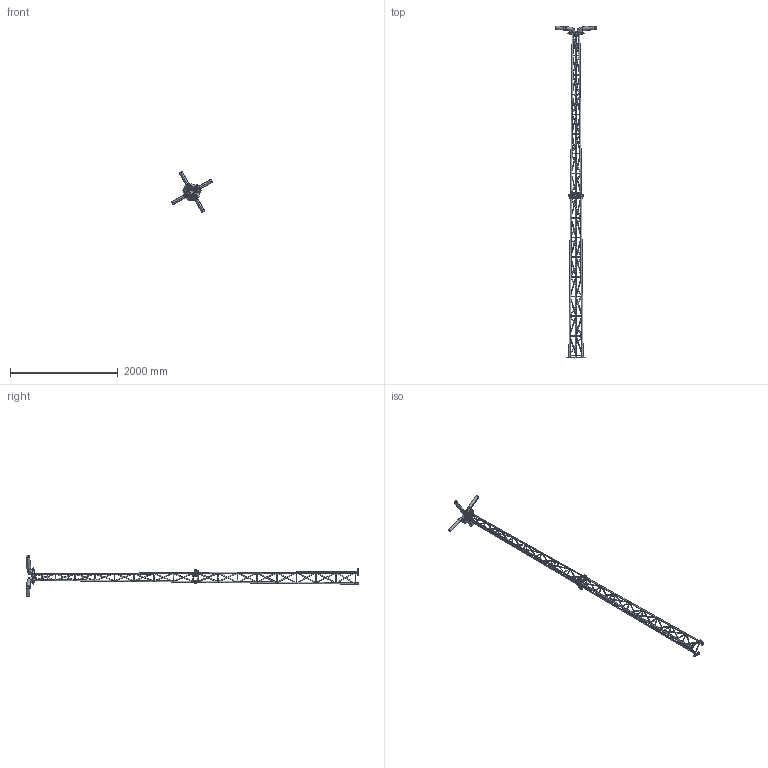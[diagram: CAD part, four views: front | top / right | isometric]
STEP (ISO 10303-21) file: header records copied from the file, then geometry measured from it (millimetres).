
FILE_DESCRIPTION (( 'STEP AP214' ), '1' );
FILE_NAME ('Wieza H=6 W240-125 zlozenie VISUAL.STEP', '2025-02-21T09:32:52', ( '' ), ( '' ), 'SwSTEP 2.0', 'SolidWorks 2024', '' );
FILE_SCHEMA (( 'AUTOMOTIVE_DESIGN' ));
Length unit declared in the file: millimetre
Products named in the file (11): Nadstawka slup 4 luminaries; hex nut gradec_din_Hexagon Nut ISO 4034 - M20 - N; Zlozenie luminary mount for h8 pole wersja 4 rury; segment W240-182.5 H3000; socket head cap screw fine_din_DIN 912 M8x1 x 30 --- 30N; segment W182.5-125 H3000; Pierscien dociskowy; Wieza H=6 W240-125 zlozenie VISUAL; Kolano hamburskie 60,3 - luminary; high strength hex head bolt_din_DIN 6914 - M20 x 60 x 31-N; hex flange nut_din_Hexagon Flange Nut DIN 6923 - M8 - N
Assembly tree (48 placements, depth 3):
  Wieza H=6 W240-125 zlozenie VISUAL
    segment W240-182.5 H3000
    Zlozenie luminary mount for h8 pole wersja 4 rury
      Nadstawka slup 4 luminaries
      Kolano hamburskie 60,3 - luminary  x4
      Pierscien dociskowy  x4
      socket head cap screw fine_din_DIN 912 M8x1 x 30 --- 30N  x12
      hex flange nut_din_Hexagon Flange Nut DIN 6923 - M8 - N  x12
    segment W182.5-125 H3000
    high strength hex head bolt_din_DIN 6914 - M20 x 60 x 31-N  x6
    hex nut gradec_din_Hexagon Nut ISO 4034 - M20 - N  x6
Bounding box: 754.85 x 6163.71 x 754.8 mm (x, y, z)
Volume: 12224079.2 mm3; surface area: 3258572.1 mm2
Topology: 166 solids, 166 shells, 1894 faces, 3921 edges, 2378 vertices
Faces by surface type: cylinder 885, plane 501, cone 336, torus 100, bspline 72
Entity records: 49735 total; most frequent: CARTESIAN_POINT 30812, ORIENTED_EDGE 3414, DIRECTION 3327, EDGE_CURVE 1707, AXIS2_PLACEMENT_3D 1355, VERTEX_POINT 1103, EDGE_LOOP 988, FACE_OUTER_BOUND 867
